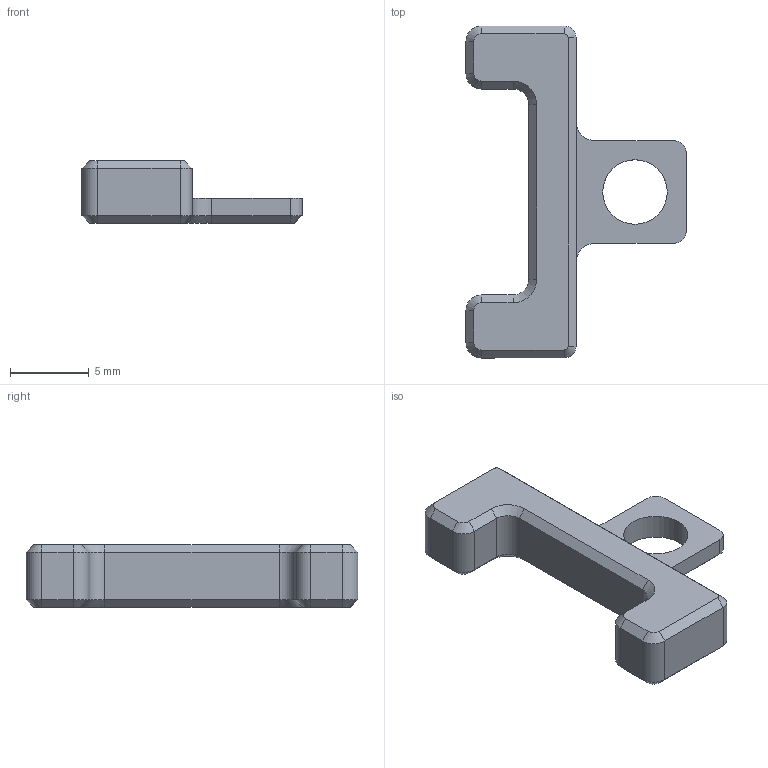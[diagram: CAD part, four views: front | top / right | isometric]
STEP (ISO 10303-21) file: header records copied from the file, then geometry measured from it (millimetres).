
FILE_DESCRIPTION(/* description */ (''),/* implementation_level */ '2;1');
FILE_NAME(/* name */ 'epd_holder.step',/* time_stamp */ '2022-07-22T21:14:29+02:00',/* author */ (''),/* organization */ (''),/* preprocessor_version */ 'ST-DEVELOPER v19',/* originating_system */ 'Autodesk Translation Framework v11.7.0.108',/* authorisation */ '');
FILE_SCHEMA (('AUTOMOTIVE_DESIGN { 1 0 10303 214 3 1 1 }'));
Length unit declared in the file: millimetre
Products named in the file (1): E-Ink Display Holder
Bounding box: 14 x 21.1 x 4 mm (x, y, z)
Volume: 414.4 mm3; surface area: 498.9 mm2
Topology: 1 solids, 1 shells, 67 faces, 155 edges, 90 vertices
Faces by surface type: plane 34, cone 20, cylinder 13
Full cylindrical faces by diameter (mm): 4.1 x1
Entity records: 1899 total; most frequent: DIRECTION 337, CARTESIAN_POINT 313, ORIENTED_EDGE 310, EDGE_CURVE 155, AXIS2_PLACEMENT_3D 114, LINE 109, VECTOR 109, VERTEX_POINT 90
